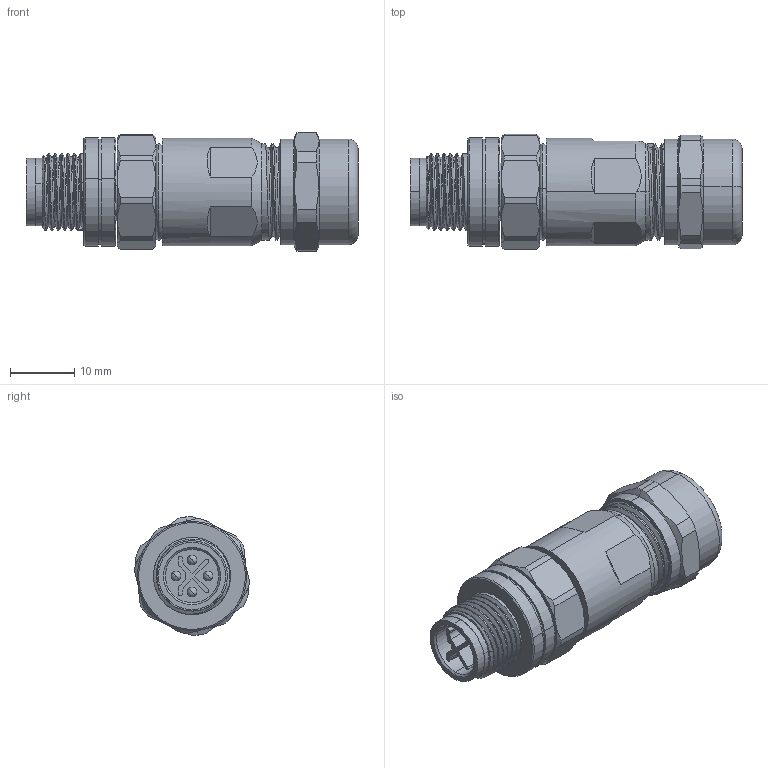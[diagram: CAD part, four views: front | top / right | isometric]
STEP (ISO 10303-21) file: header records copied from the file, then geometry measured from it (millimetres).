
FILE_DESCRIPTION (( 'STEP AP203' ), '1' );
FILE_NAME ('55-00456.STEP', '2025-03-25T01:57:10', ( '' ), ( '' ), 'SwSTEP 2.0', 'SolidWorks 2021', '' );
FILE_SCHEMA (( 'CONFIG_CONTROL_DESIGN' ));
Length unit declared in the file: millimetre
Products named in the file (12): 55-00456-11L___; 55-00456-08___; 55-00456-06_step; 55-00456-09___; 55-00456-10___; 55-00456-03___; 55-00456-11___; 55-00456-01___; 55-00456-04___; 55-00456-02___; 55-00456-07; 55-00456
Assembly tree (13 placements, depth 2):
  55-00456
    55-00456-01___
    55-00456-02___
    55-00456-03___
    55-00456-04___
    55-00456-06_step
    55-00456-07
    55-00456-08___
    55-00456-09___
    55-00456-10___
    55-00456-11___  x3
    55-00456-11L___
Bounding box: 51.7 x 17.92 x 18.5 mm (x, y, z)
Volume: 7081.9 mm3; surface area: 11319.4 mm2
Topology: 13 solids, 13 shells, 525 faces, 1303 edges, 822 vertices
Faces by surface type: cylinder 209, plane 174, cone 84, torus 34, bspline 16, sphere 8
Entity records: 19825 total; most frequent: CARTESIAN_POINT 7650, ORIENTED_EDGE 2310, DIRECTION 2289, EDGE_CURVE 1155, AXIS2_PLACEMENT_3D 913, VERTEX_POINT 742, EDGE_LOOP 511, VECTOR 463
